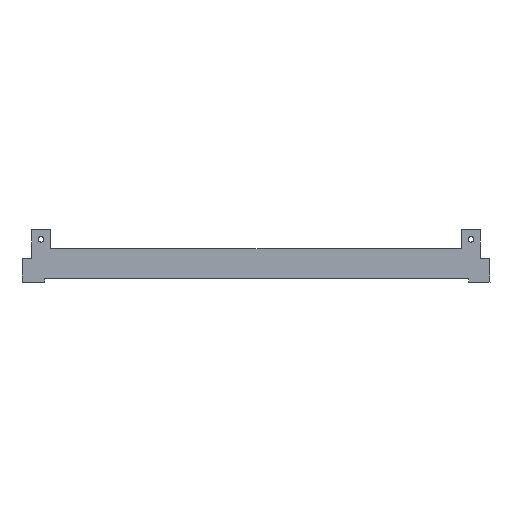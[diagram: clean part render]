
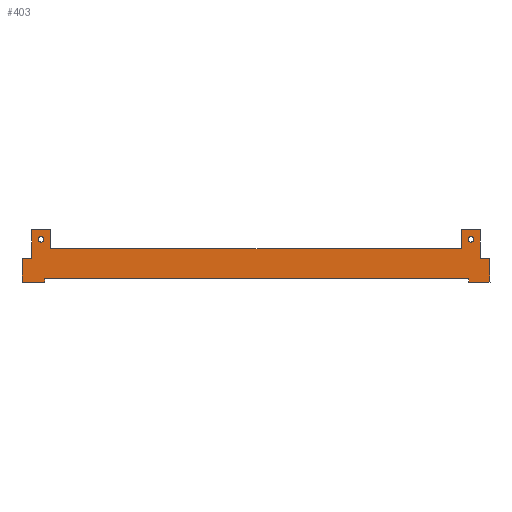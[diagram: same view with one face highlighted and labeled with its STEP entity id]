
A CAD part, top view. The second image highlights one B-rep face of the part: STEP entity #403.
In plain terms, the highlighted planar face has unit normal (0, 0, 1).
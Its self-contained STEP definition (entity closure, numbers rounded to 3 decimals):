
#15=FACE_BOUND('',#76,.T.);
#16=FACE_BOUND('',#77,.T.);
#35=PLANE('',#441);
#55=FACE_OUTER_BOUND('',#75,.T.);
#75=EDGE_LOOP('',(#347,#348,#349,#350,#351,#352,#353,#354,#355,#356,#357,
#358,#359,#360,#361,#362));
#76=EDGE_LOOP('',(#363));
#77=EDGE_LOOP('',(#364));
#85=LINE('',#563,#135);
#88=LINE('',#569,#138);
#91=LINE('',#575,#141);
#94=LINE('',#581,#144);
#97=LINE('',#587,#147);
#100=LINE('',#593,#150);
#103=LINE('',#599,#153);
#106=LINE('',#605,#156);
#109=LINE('',#611,#159);
#112=LINE('',#617,#162);
#115=LINE('',#623,#165);
#118=LINE('',#629,#168);
#121=LINE('',#635,#171);
#124=LINE('',#641,#174);
#127=LINE('',#647,#177);
#130=LINE('',#651,#180);
#135=VECTOR('',#463,10.);
#138=VECTOR('',#468,10.);
#141=VECTOR('',#473,10.);
#144=VECTOR('',#478,10.);
#147=VECTOR('',#483,10.);
#150=VECTOR('',#488,10.);
#153=VECTOR('',#493,10.);
#156=VECTOR('',#498,10.);
#159=VECTOR('',#503,10.);
#162=VECTOR('',#508,10.);
#165=VECTOR('',#513,10.);
#168=VECTOR('',#518,10.);
#171=VECTOR('',#523,10.);
#174=VECTOR('',#528,10.);
#177=VECTOR('',#533,10.);
#180=VECTOR('',#538,10.);
#182=CIRCLE('',#421,2.9);
#184=CIRCLE('',#424,2.9);
#186=VERTEX_POINT('',#547);
#188=VERTEX_POINT('',#553);
#191=VERTEX_POINT('',#560);
#192=VERTEX_POINT('',#562);
#194=VERTEX_POINT('',#568);
#196=VERTEX_POINT('',#574);
#198=VERTEX_POINT('',#580);
#200=VERTEX_POINT('',#586);
#202=VERTEX_POINT('',#592);
#204=VERTEX_POINT('',#598);
#206=VERTEX_POINT('',#604);
#208=VERTEX_POINT('',#610);
#210=VERTEX_POINT('',#616);
#212=VERTEX_POINT('',#622);
#214=VERTEX_POINT('',#628);
#216=VERTEX_POINT('',#634);
#218=VERTEX_POINT('',#640);
#220=VERTEX_POINT('',#646);
#223=EDGE_CURVE('',#186,#186,#182,.T.);
#226=EDGE_CURVE('',#188,#188,#184,.T.);
#229=EDGE_CURVE('',#192,#191,#85,.T.);
#232=EDGE_CURVE('',#194,#192,#88,.T.);
#235=EDGE_CURVE('',#196,#194,#91,.T.);
#238=EDGE_CURVE('',#198,#196,#94,.T.);
#241=EDGE_CURVE('',#200,#198,#97,.T.);
#244=EDGE_CURVE('',#202,#200,#100,.T.);
#247=EDGE_CURVE('',#204,#202,#103,.T.);
#250=EDGE_CURVE('',#206,#204,#106,.T.);
#253=EDGE_CURVE('',#208,#206,#109,.T.);
#256=EDGE_CURVE('',#210,#208,#112,.T.);
#259=EDGE_CURVE('',#212,#210,#115,.T.);
#262=EDGE_CURVE('',#214,#212,#118,.T.);
#265=EDGE_CURVE('',#216,#214,#121,.T.);
#268=EDGE_CURVE('',#218,#216,#124,.T.);
#271=EDGE_CURVE('',#220,#218,#127,.T.);
#274=EDGE_CURVE('',#191,#220,#130,.T.);
#347=ORIENTED_EDGE('',*,*,#274,.T.);
#348=ORIENTED_EDGE('',*,*,#271,.T.);
#349=ORIENTED_EDGE('',*,*,#268,.T.);
#350=ORIENTED_EDGE('',*,*,#265,.T.);
#351=ORIENTED_EDGE('',*,*,#262,.T.);
#352=ORIENTED_EDGE('',*,*,#259,.T.);
#353=ORIENTED_EDGE('',*,*,#256,.T.);
#354=ORIENTED_EDGE('',*,*,#253,.T.);
#355=ORIENTED_EDGE('',*,*,#250,.T.);
#356=ORIENTED_EDGE('',*,*,#247,.T.);
#357=ORIENTED_EDGE('',*,*,#244,.T.);
#358=ORIENTED_EDGE('',*,*,#241,.T.);
#359=ORIENTED_EDGE('',*,*,#238,.T.);
#360=ORIENTED_EDGE('',*,*,#235,.T.);
#361=ORIENTED_EDGE('',*,*,#232,.T.);
#362=ORIENTED_EDGE('',*,*,#229,.T.);
#363=ORIENTED_EDGE('',*,*,#223,.T.);
#364=ORIENTED_EDGE('',*,*,#226,.T.);
#403=ADVANCED_FACE('',(#55,#15,#16),#35,.T.);
#421=AXIS2_PLACEMENT_3D('',#549,#450,#451);
#424=AXIS2_PLACEMENT_3D('',#555,#457,#458);
#441=AXIS2_PLACEMENT_3D('',#652,#539,#540);
#450=DIRECTION('center_axis',(0.,0.,-1.));
#451=DIRECTION('ref_axis',(-1.,0.,0.));
#457=DIRECTION('center_axis',(0.,0.,-1.));
#458=DIRECTION('ref_axis',(-1.,0.,0.));
#463=DIRECTION('',(-1.,0.,0.));
#468=DIRECTION('',(0.,-1.,0.));
#473=DIRECTION('',(-1.,0.,0.));
#478=DIRECTION('',(0.,1.,0.));
#483=DIRECTION('',(-1.,0.,0.));
#488=DIRECTION('',(0.,-1.,0.));
#493=DIRECTION('',(-1.,0.,0.));
#498=DIRECTION('',(0.,1.,0.));
#503=DIRECTION('',(-1.,0.,0.));
#508=DIRECTION('',(0.,1.,0.));
#513=DIRECTION('',(1.,0.,0.));
#518=DIRECTION('',(0.,-1.,0.));
#523=DIRECTION('',(1.,0.,0.));
#528=DIRECTION('',(0.,1.,0.));
#533=DIRECTION('',(1.,0.,0.));
#538=DIRECTION('',(0.,-1.,0.));
#539=DIRECTION('center_axis',(0.,0.,1.));
#540=DIRECTION('ref_axis',(1.,0.,0.));
#547=CARTESIAN_POINT('',(472.9,310.,22.));
#549=CARTESIAN_POINT('Origin',(470.,310.,22.));
#553=CARTESIAN_POINT('',(22.9,310.,22.));
#555=CARTESIAN_POINT('Origin',(20.,310.,22.));
#560=CARTESIAN_POINT('',(0.,290.,22.));
#562=CARTESIAN_POINT('',(10.,290.,22.));
#563=CARTESIAN_POINT('',(0.,290.,22.));
#568=CARTESIAN_POINT('',(10.,320.,22.));
#569=CARTESIAN_POINT('',(10.,300.,22.));
#574=CARTESIAN_POINT('',(30.,320.,22.));
#575=CARTESIAN_POINT('',(10.,320.,22.));
#580=CARTESIAN_POINT('',(30.,300.,22.));
#581=CARTESIAN_POINT('',(30.,320.,22.));
#586=CARTESIAN_POINT('',(460.,300.,22.));
#587=CARTESIAN_POINT('',(30.,300.,22.));
#592=CARTESIAN_POINT('',(460.,320.,22.));
#593=CARTESIAN_POINT('',(460.,300.,22.));
#598=CARTESIAN_POINT('',(480.,320.,22.));
#599=CARTESIAN_POINT('',(460.,320.,22.));
#604=CARTESIAN_POINT('',(480.,290.,22.));
#605=CARTESIAN_POINT('',(480.,300.,22.));
#610=CARTESIAN_POINT('',(490.,290.,22.));
#611=CARTESIAN_POINT('',(480.,290.,22.));
#616=CARTESIAN_POINT('',(490.,265.,22.));
#617=CARTESIAN_POINT('',(490.,290.,22.));
#622=CARTESIAN_POINT('',(468.,265.,22.));
#623=CARTESIAN_POINT('',(490.,265.,22.));
#628=CARTESIAN_POINT('',(468.,268.95,22.));
#629=CARTESIAN_POINT('',(468.,268.95,22.));
#634=CARTESIAN_POINT('',(24.,268.95,22.));
#635=CARTESIAN_POINT('',(246.,268.95,22.));
#640=CARTESIAN_POINT('',(24.,265.,22.));
#641=CARTESIAN_POINT('',(24.,268.95,22.));
#646=CARTESIAN_POINT('',(0.,265.,22.));
#647=CARTESIAN_POINT('',(0.,265.,22.));
#651=CARTESIAN_POINT('',(0.,265.,22.));
#652=CARTESIAN_POINT('Origin',(245.,292.5,22.));
